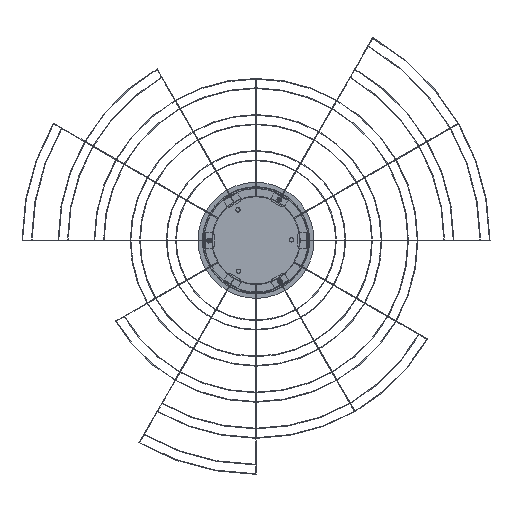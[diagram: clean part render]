
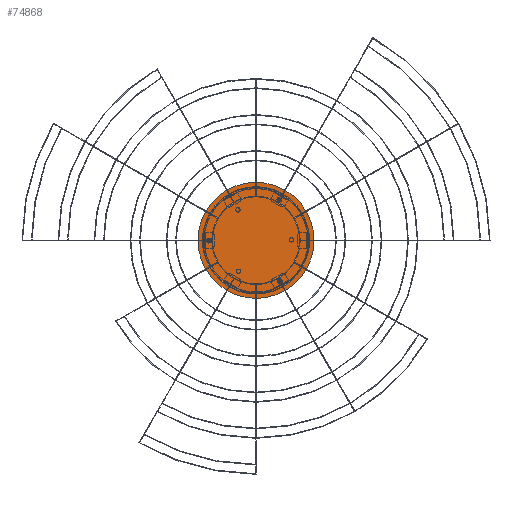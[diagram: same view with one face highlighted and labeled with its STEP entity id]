
A CAD part, front view. The second image highlights one B-rep face of the part: STEP entity #74868.
In plain terms, the highlighted face is planar.
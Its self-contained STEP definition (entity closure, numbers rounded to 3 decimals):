
#596 = AXIS2_PLACEMENT_3D ( 'NONE', #136828, #83401, #186500 ) ;
#3763 = AXIS2_PLACEMENT_3D ( 'NONE', #153287, #134680, #152558 ) ;
#8130 = FACE_BOUND ( 'NONE', #140722, .T. ) ;
#11541 = AXIS2_PLACEMENT_3D ( 'NONE', #11550, #130256, #131701 ) ;
#11550 = CARTESIAN_POINT ( 'NONE',  ( 75., 1.5, -129.904 ) ) ;
#18725 = DIRECTION ( 'NONE',  ( 0., 1., 0. ) ) ;
#23535 = AXIS2_PLACEMENT_3D ( 'NONE', #108084, #89472, #125843 ) ;
#25646 = VERTEX_POINT ( 'NONE', #112148 ) ;
#28232 = ORIENTED_EDGE ( 'NONE', *, *, #178403, .T. ) ;
#33032 = EDGE_CURVE ( 'NONE', #47668, #201080, #207596, .T. ) ;
#34601 = EDGE_CURVE ( 'NONE', #90925, #25646, #198836, .T. ) ;
#35954 = CARTESIAN_POINT ( 'NONE',  ( -150., 1.5, -8. ) ) ;
#37107 = CARTESIAN_POINT ( 'NONE',  ( 0., 1.5, -185. ) ) ;
#38356 = DIRECTION ( 'NONE',  ( 0., 1., 0. ) ) ;
#39939 = EDGE_CURVE ( 'NONE', #212184, #201563, #161288, .T. ) ;
#40248 = EDGE_LOOP ( 'NONE', ( #89316, #154813 ) ) ;
#40612 = CIRCLE ( 'NONE', #3763, 8. ) ;
#40623 = DIRECTION ( 'NONE',  ( 0., 0., 1. ) ) ;
#44763 = DIRECTION ( 'NONE',  ( 0., 0., 1. ) ) ;
#47668 = VERTEX_POINT ( 'NONE', #69457 ) ;
#48517 = AXIS2_PLACEMENT_3D ( 'NONE', #94604, #144327, #44763 ) ;
#57571 = CARTESIAN_POINT ( 'NONE',  ( 0., 1.5, 0. ) ) ;
#59867 = ORIENTED_EDGE ( 'NONE', *, *, #195997, .F. ) ;
#60467 = DIRECTION ( 'NONE',  ( 0., 0., 1. ) ) ;
#64898 = CIRCLE ( 'NONE', #119196, 8. ) ;
#69457 = CARTESIAN_POINT ( 'NONE',  ( 75., 1.5, -121.904 ) ) ;
#70086 = AXIS2_PLACEMENT_3D ( 'NONE', #57571, #38356, #191209 ) ;
#74868 = ADVANCED_FACE ( 'NONE', ( #132869, #8130, #77051, #87763 ), #110254, .T. ) ;
#77051 = FACE_BOUND ( 'NONE', #209116, .T. ) ;
#83244 = CARTESIAN_POINT ( 'NONE',  ( 75., 1.5, 129.904 ) ) ;
#83401 = DIRECTION ( 'NONE',  ( 0., 1., 0. ) ) ;
#86706 = EDGE_CURVE ( 'NONE', #173024, #117481, #116136, .T. ) ;
#87763 = FACE_OUTER_BOUND ( 'NONE', #165524, .T. ) ;
#88510 = ORIENTED_EDGE ( 'NONE', *, *, #210740, .F. ) ;
#89316 = ORIENTED_EDGE ( 'NONE', *, *, #86706, .F. ) ;
#89472 = DIRECTION ( 'NONE',  ( 0., 1., 0. ) ) ;
#90306 = CARTESIAN_POINT ( 'NONE',  ( 75., 1.5, 137.904 ) ) ;
#90925 = VERTEX_POINT ( 'NONE', #90306 ) ;
#94604 = CARTESIAN_POINT ( 'NONE',  ( 0., 1.5, 0. ) ) ;
#106572 = ORIENTED_EDGE ( 'NONE', *, *, #34601, .F. ) ;
#108084 = CARTESIAN_POINT ( 'NONE',  ( 0., 1.5, 0. ) ) ;
#110254 = PLANE ( 'NONE',  #48517 ) ;
#111609 = CARTESIAN_POINT ( 'NONE',  ( -150., 1.5, 8. ) ) ;
#112148 = CARTESIAN_POINT ( 'NONE',  ( 75., 1.5, 121.904 ) ) ;
#112163 = CIRCLE ( 'NONE', #70086, 185. ) ;
#116136 = CIRCLE ( 'NONE', #596, 8. ) ;
#117481 = VERTEX_POINT ( 'NONE', #35954 ) ;
#119196 = AXIS2_PLACEMENT_3D ( 'NONE', #139436, #173604, #40623 ) ;
#125843 = DIRECTION ( 'NONE',  ( 0., 0., 1. ) ) ;
#130256 = DIRECTION ( 'NONE',  ( 0., 1., 0. ) ) ;
#130360 = ORIENTED_EDGE ( 'NONE', *, *, #33032, .F. ) ;
#131701 = DIRECTION ( 'NONE',  ( 0., 0., 1. ) ) ;
#132869 = FACE_BOUND ( 'NONE', #40248, .T. ) ;
#133324 = AXIS2_PLACEMENT_3D ( 'NONE', #179258, #160098, #60467 ) ;
#134680 = DIRECTION ( 'NONE',  ( 0., 1., 0. ) ) ;
#136828 = CARTESIAN_POINT ( 'NONE',  ( -150., 1.5, 0. ) ) ;
#139436 = CARTESIAN_POINT ( 'NONE',  ( 75., 1.5, 129.904 ) ) ;
#140722 = EDGE_LOOP ( 'NONE', ( #130360, #59867 ) ) ;
#142920 = EDGE_CURVE ( 'NONE', #117481, #173024, #40612, .T. ) ;
#144151 = CARTESIAN_POINT ( 'NONE',  ( 75., 1.5, -137.904 ) ) ;
#144327 = DIRECTION ( 'NONE',  ( 0., 1., 0. ) ) ;
#144963 = ORIENTED_EDGE ( 'NONE', *, *, #39939, .T. ) ;
#152558 = DIRECTION ( 'NONE',  ( 0., 0., 1. ) ) ;
#153287 = CARTESIAN_POINT ( 'NONE',  ( -150., 1.5, 0. ) ) ;
#153566 = AXIS2_PLACEMENT_3D ( 'NONE', #83244, #18725, #171590 ) ;
#154813 = ORIENTED_EDGE ( 'NONE', *, *, #142920, .F. ) ;
#157771 = CARTESIAN_POINT ( 'NONE',  ( 0., 1.5, 185. ) ) ;
#159213 = CIRCLE ( 'NONE', #11541, 8. ) ;
#160098 = DIRECTION ( 'NONE',  ( 0., 1., 0. ) ) ;
#161288 = CIRCLE ( 'NONE', #23535, 185. ) ;
#165524 = EDGE_LOOP ( 'NONE', ( #28232, #144963 ) ) ;
#171590 = DIRECTION ( 'NONE',  ( 0., 0., 1. ) ) ;
#173024 = VERTEX_POINT ( 'NONE', #111609 ) ;
#173604 = DIRECTION ( 'NONE',  ( 0., 1., 0. ) ) ;
#178403 = EDGE_CURVE ( 'NONE', #201563, #212184, #112163, .T. ) ;
#179258 = CARTESIAN_POINT ( 'NONE',  ( 75., 1.5, -129.904 ) ) ;
#186500 = DIRECTION ( 'NONE',  ( 0., 0., 1. ) ) ;
#191209 = DIRECTION ( 'NONE',  ( 0., 0., 1. ) ) ;
#195997 = EDGE_CURVE ( 'NONE', #201080, #47668, #159213, .T. ) ;
#198836 = CIRCLE ( 'NONE', #153566, 8. ) ;
#201080 = VERTEX_POINT ( 'NONE', #144151 ) ;
#201563 = VERTEX_POINT ( 'NONE', #37107 ) ;
#207596 = CIRCLE ( 'NONE', #133324, 8. ) ;
#209116 = EDGE_LOOP ( 'NONE', ( #106572, #88510 ) ) ;
#210740 = EDGE_CURVE ( 'NONE', #25646, #90925, #64898, .T. ) ;
#212184 = VERTEX_POINT ( 'NONE', #157771 ) ;
